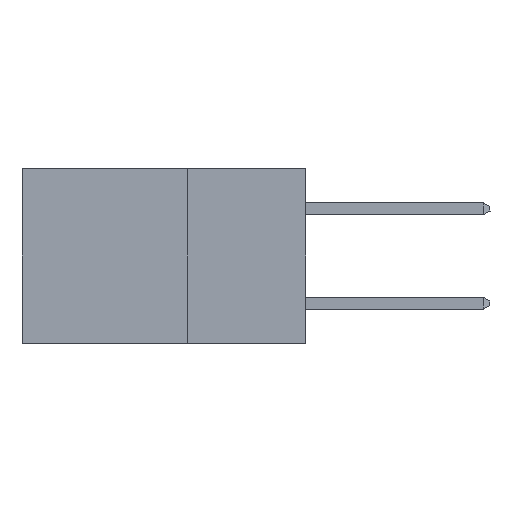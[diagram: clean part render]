
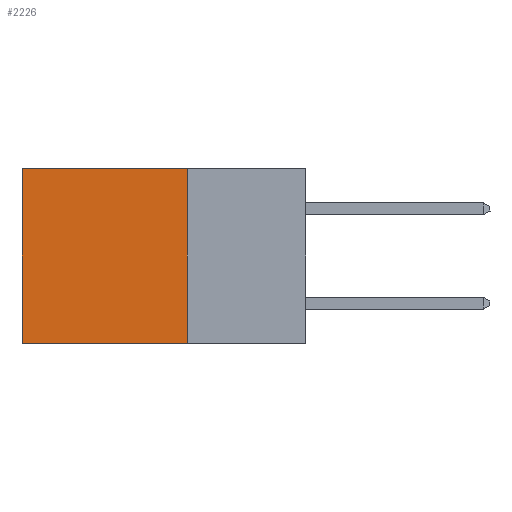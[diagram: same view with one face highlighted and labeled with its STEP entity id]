
A CAD part, left-side view. The second image highlights one B-rep face of the part: STEP entity #2226.
In plain terms, the highlighted planar face has unit normal (-1, 0, 0).
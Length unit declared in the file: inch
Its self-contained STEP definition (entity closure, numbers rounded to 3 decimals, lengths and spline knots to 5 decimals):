
#40 = ORIENTED_EDGE ( 'NONE', *, *, #1471, .F. ) ;
#142 = VERTEX_POINT ( 'NONE', #13193 ) ;
#1166 = ORIENTED_EDGE ( 'NONE', *, *, #2592, .T. ) ;
#1432 = VERTEX_POINT ( 'NONE', #5738 ) ;
#1471 = EDGE_CURVE ( 'NONE', #16066, #1432, #13909, .T. ) ;
#1967 = LINE ( 'NONE', #9869, #15428 ) ;
#2226 = ADVANCED_FACE ( 'NONE', ( #4031 ), #17720, .F. ) ;
#2592 = EDGE_CURVE ( 'NONE', #142, #4969, #1967, .T. ) ;
#3856 = CARTESIAN_POINT ( 'NONE',  ( 0.298, 0.25, 0. ) ) ;
#4031 = FACE_OUTER_BOUND ( 'NONE', #8734, .T. ) ;
#4137 = DIRECTION ( 'NONE',  ( 0., 0., -1. ) ) ;
#4177 = DIRECTION ( 'NONE',  ( 0., 0., -1. ) ) ;
#4211 = DIRECTION ( 'NONE',  ( 0., 1., 0. ) ) ;
#4627 = AXIS2_PLACEMENT_3D ( 'NONE', #5704, #12344, #4177 ) ;
#4969 = VERTEX_POINT ( 'NONE', #17193 ) ;
#5178 = EDGE_CURVE ( 'NONE', #4969, #1432, #12458, .T. ) ;
#5704 = CARTESIAN_POINT ( 'NONE',  ( 0.298, 0.25, 0. ) ) ;
#5738 = CARTESIAN_POINT ( 'NONE',  ( 0.298, 0.6, -0.37 ) ) ;
#6661 = VECTOR ( 'NONE', #4211, 39.37008 ) ;
#7804 = EDGE_CURVE ( 'NONE', #142, #16066, #11496, .T. ) ;
#8734 = EDGE_LOOP ( 'NONE', ( #12228, #40, #11067, #1166 ) ) ;
#9869 = CARTESIAN_POINT ( 'NONE',  ( 0.298, 0.25, 0. ) ) ;
#10626 = DIRECTION ( 'NONE',  ( 0., 1., 0. ) ) ;
#11067 = ORIENTED_EDGE ( 'NONE', *, *, #7804, .F. ) ;
#11496 = LINE ( 'NONE', #3856, #16182 ) ;
#12228 = ORIENTED_EDGE ( 'NONE', *, *, #5178, .T. ) ;
#12344 = DIRECTION ( 'NONE',  ( 1., 0., 0. ) ) ;
#12458 = LINE ( 'NONE', #13678, #14791 ) ;
#13193 = CARTESIAN_POINT ( 'NONE',  ( 0.298, 0.25, 0. ) ) ;
#13678 = CARTESIAN_POINT ( 'NONE',  ( 0.298, 0.6, 0. ) ) ;
#13909 = LINE ( 'NONE', #13946, #6661 ) ;
#13946 = CARTESIAN_POINT ( 'NONE',  ( 0.298, 0.25, -0.37 ) ) ;
#14791 = VECTOR ( 'NONE', #4137, 39.37008 ) ;
#15338 = CARTESIAN_POINT ( 'NONE',  ( 0.298, 0.25, -0.37 ) ) ;
#15428 = VECTOR ( 'NONE', #10626, 39.37008 ) ;
#16066 = VERTEX_POINT ( 'NONE', #15338 ) ;
#16182 = VECTOR ( 'NONE', #17499, 39.37008 ) ;
#17193 = CARTESIAN_POINT ( 'NONE',  ( 0.298, 0.6, 0. ) ) ;
#17499 = DIRECTION ( 'NONE',  ( 0., 0., -1. ) ) ;
#17720 = PLANE ( 'NONE',  #4627 ) ;
